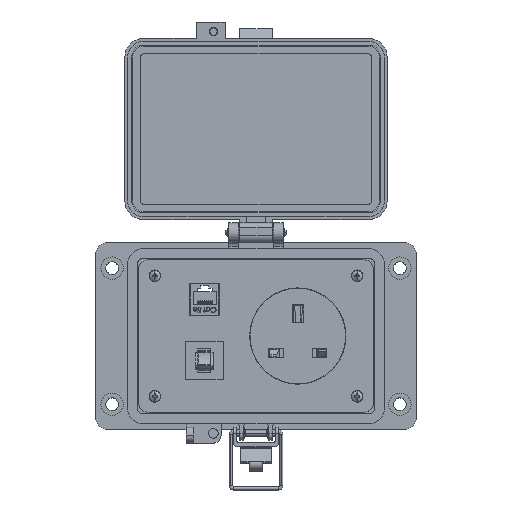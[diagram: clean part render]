
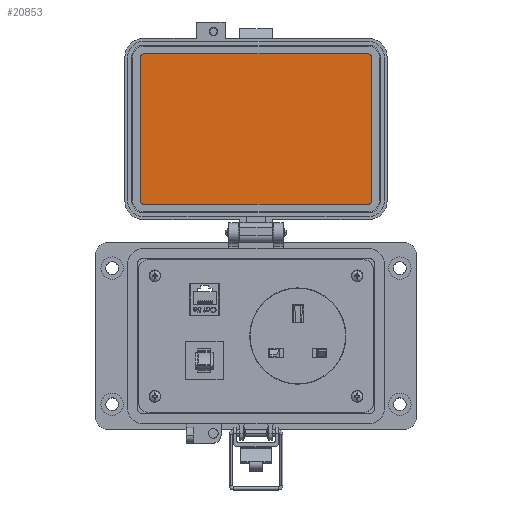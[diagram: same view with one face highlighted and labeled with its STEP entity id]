
A CAD part, top view. The second image highlights one B-rep face of the part: STEP entity #20853.
In plain terms, the highlighted planar face has unit normal (0, 0, 1).
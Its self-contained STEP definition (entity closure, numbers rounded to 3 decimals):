
#4443 = VERTEX_POINT ( 'NONE', #25412 ) ;
#4898 = DIRECTION ( 'NONE',  ( 0., -1., 0. ) ) ;
#4927 = CARTESIAN_POINT ( 'NONE',  ( -59.505, 69.55, 8.694 ) ) ;
#6677 = CIRCLE ( 'NONE', #68847, 1.785 ) ;
#8997 = LINE ( 'NONE', #13592, #39183 ) ;
#9345 = AXIS2_PLACEMENT_3D ( 'NONE', #65768, #22951, #66128 ) ;
#10503 = CARTESIAN_POINT ( 'NONE',  ( -59.505, 143.334, 8.694 ) ) ;
#10565 = VERTEX_POINT ( 'NONE', #58755 ) ;
#10973 = ORIENTED_EDGE ( 'NONE', *, *, #63446, .F. ) ;
#11184 = EDGE_CURVE ( 'NONE', #34145, #60809, #8997, .T. ) ;
#11260 = DIRECTION ( 'NONE',  ( 0., -1., 0. ) ) ;
#12869 = CARTESIAN_POINT ( 'NONE',  ( 59.502, 69.55, 8.694 ) ) ;
#13569 = EDGE_CURVE ( 'NONE', #4443, #34593, #15118, .T. ) ;
#13592 = CARTESIAN_POINT ( 'NONE',  ( -59.505, 143.334, 8.694 ) ) ;
#15118 = LINE ( 'NONE', #26075, #28241 ) ;
#16757 = DIRECTION ( 'NONE',  ( 1., 0., 0. ) ) ;
#17135 = ORIENTED_EDGE ( 'NONE', *, *, #39329, .F. ) ;
#17468 = AXIS2_PLACEMENT_3D ( 'NONE', #32819, #43770, #4898 ) ;
#19033 = VERTEX_POINT ( 'NONE', #12869 ) ;
#19037 = AXIS2_PLACEMENT_3D ( 'NONE', #39085, #29187, #28845 ) ;
#19212 = CARTESIAN_POINT ( 'NONE',  ( 57.717, 145.119, 8.694 ) ) ;
#19849 = ORIENTED_EDGE ( 'NONE', *, *, #52915, .F. ) ;
#20853 = ADVANCED_FACE ( 'NONE', ( #43798 ), #61156, .T. ) ;
#21483 = CARTESIAN_POINT ( 'NONE',  ( -57.72, 67.765, 8.694 ) ) ;
#22951 = DIRECTION ( 'NONE',  ( 0., 0., 1. ) ) ;
#25412 = CARTESIAN_POINT ( 'NONE',  ( 57.717, 67.765, 8.694 ) ) ;
#26075 = CARTESIAN_POINT ( 'NONE',  ( -57.72, 67.765, 8.694 ) ) ;
#26224 = EDGE_CURVE ( 'NONE', #28548, #10565, #63798, .T. ) ;
#27371 = CARTESIAN_POINT ( 'NONE',  ( 57.717, 145.119, 8.694 ) ) ;
#27559 = CARTESIAN_POINT ( 'NONE',  ( -57.72, 69.55, 8.694 ) ) ;
#28241 = VECTOR ( 'NONE', #31034, 1000. ) ;
#28548 = VERTEX_POINT ( 'NONE', #19212 ) ;
#28845 = DIRECTION ( 'NONE',  ( 0., -1., 0. ) ) ;
#29187 = DIRECTION ( 'NONE',  ( 0., 0., -1. ) ) ;
#31034 = DIRECTION ( 'NONE',  ( -1., 0., 0. ) ) ;
#32819 = CARTESIAN_POINT ( 'NONE',  ( 57.717, 143.334, 8.694 ) ) ;
#33199 = DIRECTION ( 'NONE',  ( 0., 0., -1. ) ) ;
#33555 = DIRECTION ( 'NONE',  ( 0., -1., 0. ) ) ;
#34145 = VERTEX_POINT ( 'NONE', #4927 ) ;
#34593 = VERTEX_POINT ( 'NONE', #21483 ) ;
#36198 = CIRCLE ( 'NONE', #62198, 1.785 ) ;
#36206 = DIRECTION ( 'NONE',  ( 0., 1., 0. ) ) ;
#39085 = CARTESIAN_POINT ( 'NONE',  ( -57.72, 143.334, 8.694 ) ) ;
#39183 = VECTOR ( 'NONE', #36206, 1000. ) ;
#39329 = EDGE_CURVE ( 'NONE', #60809, #62346, #42730, .T. ) ;
#40509 = EDGE_CURVE ( 'NONE', #19033, #4443, #6677, .T. ) ;
#42153 = LINE ( 'NONE', #52447, #53137 ) ;
#42433 = EDGE_CURVE ( 'NONE', #62346, #28548, #48592, .T. ) ;
#42654 = ORIENTED_EDGE ( 'NONE', *, *, #40509, .F. ) ;
#42730 = CIRCLE ( 'NONE', #19037, 1.785 ) ;
#43770 = DIRECTION ( 'NONE',  ( 0., 0., -1. ) ) ;
#43798 = FACE_OUTER_BOUND ( 'NONE', #61713, .T. ) ;
#45222 = ORIENTED_EDGE ( 'NONE', *, *, #26224, .F. ) ;
#48592 = LINE ( 'NONE', #27371, #69999 ) ;
#49498 = ORIENTED_EDGE ( 'NONE', *, *, #13569, .F. ) ;
#49719 = ORIENTED_EDGE ( 'NONE', *, *, #11184, .F. ) ;
#51229 = CARTESIAN_POINT ( 'NONE',  ( -57.72, 145.119, 8.694 ) ) ;
#52447 = CARTESIAN_POINT ( 'NONE',  ( 59.502, 69.55, 8.694 ) ) ;
#52915 = EDGE_CURVE ( 'NONE', #10565, #19033, #42153, .T. ) ;
#53137 = VECTOR ( 'NONE', #68039, 1000. ) ;
#55115 = DIRECTION ( 'NONE',  ( 0., 0., -1. ) ) ;
#58755 = CARTESIAN_POINT ( 'NONE',  ( 59.502, 143.334, 8.694 ) ) ;
#60809 = VERTEX_POINT ( 'NONE', #10503 ) ;
#61156 = PLANE ( 'NONE',  #9345 ) ;
#61713 = EDGE_LOOP ( 'NONE', ( #17135, #49719, #10973, #49498, #42654, #19849, #45222, #66339 ) ) ;
#62198 = AXIS2_PLACEMENT_3D ( 'NONE', #27559, #33199, #33555 ) ;
#62346 = VERTEX_POINT ( 'NONE', #51229 ) ;
#63446 = EDGE_CURVE ( 'NONE', #34593, #34145, #36198, .T. ) ;
#63798 = CIRCLE ( 'NONE', #17468, 1.785 ) ;
#65391 = CARTESIAN_POINT ( 'NONE',  ( 57.717, 69.55, 8.694 ) ) ;
#65768 = CARTESIAN_POINT ( 'NONE',  ( -30.745, 145.119, 8.694 ) ) ;
#66128 = DIRECTION ( 'NONE',  ( 0., -1., 0. ) ) ;
#66339 = ORIENTED_EDGE ( 'NONE', *, *, #42433, .F. ) ;
#68039 = DIRECTION ( 'NONE',  ( 0., -1., 0. ) ) ;
#68847 = AXIS2_PLACEMENT_3D ( 'NONE', #65391, #55115, #11260 ) ;
#69999 = VECTOR ( 'NONE', #16757, 1000. ) ;
